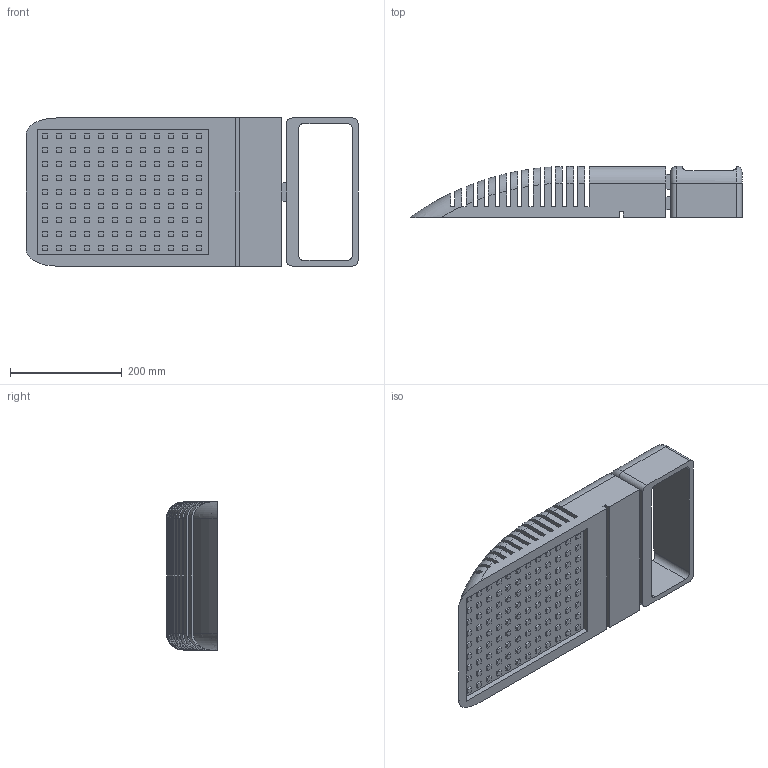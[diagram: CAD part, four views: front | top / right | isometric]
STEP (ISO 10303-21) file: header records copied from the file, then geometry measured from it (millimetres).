
FILE_DESCRIPTION (( 'STEP AP214' ), '1' );
FILE_NAME ('FREGAT FLOOD LED 110 (30) 4000K.STEP', '2018-07-03T08:32:18', ( '' ), ( '' ), 'SwSTEP 2.0', 'SolidWorks 2013', '' );
FILE_SCHEMA (( 'AUTOMOTIVE_DESIGN' ));
Length unit declared in the file: millimetre
Products named in the file (1): FREGAT FLOOD LED 110 (30) 4000K
Bounding box: 594 x 91 x 265 mm (x, y, z)
Volume: 7416237.5 mm3; surface area: 873342.7 mm2
Topology: 1 solids, 1 shells, 669 faces, 1661 edges, 1104 vertices
Faces by surface type: plane 614, cylinder 31, torus 24
Entity records: 20966 total; most frequent: CARTESIAN_POINT 4960, ORIENTED_EDGE 3322, DIRECTION 3035, EDGE_CURVE 1661, LINE 1527, VECTOR 1527, VERTEX_POINT 1104, EDGE_LOOP 783
